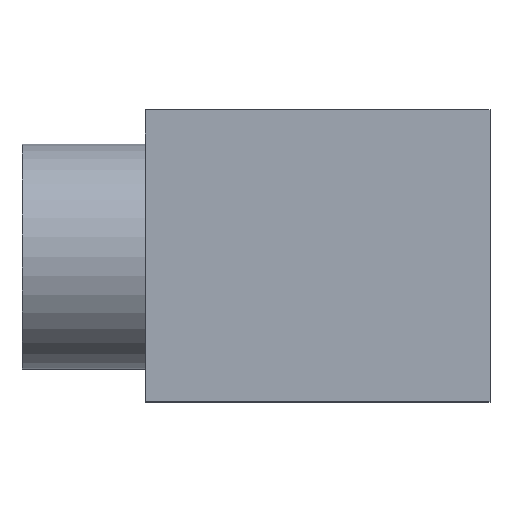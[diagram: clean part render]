
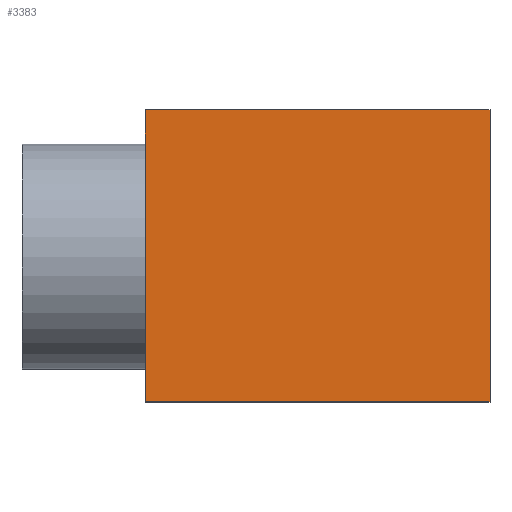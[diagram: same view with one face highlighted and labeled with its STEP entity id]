
A CAD part, top view. The second image highlights one B-rep face of the part: STEP entity #3383.
In plain terms, the highlighted planar face has unit normal (0, 0, 1).
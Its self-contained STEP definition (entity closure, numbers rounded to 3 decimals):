
#2951 = VERTEX_POINT('',#2952);
#2952 = CARTESIAN_POINT('',(-0.972,5.957,20.));
#2959 = PLANE('',#2960);
#2960 = AXIS2_PLACEMENT_3D('',#2961,#2962,#2963);
#2961 = CARTESIAN_POINT('',(-0.972,5.957,10.));
#2962 = DIRECTION('',(0.,1.,0.));
#2963 = DIRECTION('',(1.,0.,0.));
#2971 = PLANE('',#2972);
#2972 = AXIS2_PLACEMENT_3D('',#2973,#2974,#2975);
#2973 = CARTESIAN_POINT('',(-0.972,-5.899,10.));
#2974 = DIRECTION('',(-1.,0.,0.));
#2975 = DIRECTION('',(0.,1.,0.));
#2983 = EDGE_CURVE('',#2951,#2984,#2986,.T.);
#2984 = VERTEX_POINT('',#2985);
#2985 = CARTESIAN_POINT('',(13.05,5.957,20.));
#2986 = SURFACE_CURVE('',#2987,(#2991,#2998),.PCURVE_S1.);
#2987 = LINE('',#2988,#2989);
#2988 = CARTESIAN_POINT('',(-0.972,5.957,20.));
#2989 = VECTOR('',#2990,1.);
#2990 = DIRECTION('',(1.,0.,0.));
#2991 = PCURVE('',#2959,#2992);
#2992 = DEFINITIONAL_REPRESENTATION('',(#2993),#2997);
#2993 = LINE('',#2994,#2995);
#2994 = CARTESIAN_POINT('',(0.,-10.));
#2995 = VECTOR('',#2996,1.);
#2996 = DIRECTION('',(1.,0.));
#2997 = ( GEOMETRIC_REPRESENTATION_CONTEXT(2) 
PARAMETRIC_REPRESENTATION_CONTEXT() REPRESENTATION_CONTEXT('2D SPACE',''
  ) );
#2998 = PCURVE('',#2999,#3004);
#2999 = PLANE('',#3000);
#3000 = AXIS2_PLACEMENT_3D('',#3001,#3002,#3003);
#3001 = CARTESIAN_POINT('',(6.039,0.029,20.));
#3002 = DIRECTION('',(0.,0.,-1.));
#3003 = DIRECTION('',(0.,-1.,0.));
#3004 = DEFINITIONAL_REPRESENTATION('',(#3005),#3009);
#3005 = LINE('',#3006,#3007);
#3006 = CARTESIAN_POINT('',(-5.928,7.011));
#3007 = VECTOR('',#3008,1.);
#3008 = DIRECTION('',(0.,-1.));
#3009 = ( GEOMETRIC_REPRESENTATION_CONTEXT(2) 
PARAMETRIC_REPRESENTATION_CONTEXT() REPRESENTATION_CONTEXT('2D SPACE',''
  ) );
#3027 = PLANE('',#3028);
#3028 = AXIS2_PLACEMENT_3D('',#3029,#3030,#3031);
#3029 = CARTESIAN_POINT('',(13.05,5.957,10.));
#3030 = DIRECTION('',(1.,0.,0.));
#3031 = DIRECTION('',(0.,-1.,0.));
#3071 = VERTEX_POINT('',#3072);
#3072 = CARTESIAN_POINT('',(-0.972,-5.899,20.));
#3086 = PLANE('',#3087);
#3087 = AXIS2_PLACEMENT_3D('',#3088,#3089,#3090);
#3088 = CARTESIAN_POINT('',(13.05,-5.899,10.));
#3089 = DIRECTION('',(0.,-1.,0.));
#3090 = DIRECTION('',(-1.,0.,0.));
#3098 = EDGE_CURVE('',#3071,#2951,#3099,.T.);
#3099 = SURFACE_CURVE('',#3100,(#3104,#3111),.PCURVE_S1.);
#3100 = LINE('',#3101,#3102);
#3101 = CARTESIAN_POINT('',(-0.972,-5.899,20.));
#3102 = VECTOR('',#3103,1.);
#3103 = DIRECTION('',(0.,1.,0.));
#3104 = PCURVE('',#2971,#3105);
#3105 = DEFINITIONAL_REPRESENTATION('',(#3106),#3110);
#3106 = LINE('',#3107,#3108);
#3107 = CARTESIAN_POINT('',(0.,-10.));
#3108 = VECTOR('',#3109,1.);
#3109 = DIRECTION('',(1.,0.));
#3110 = ( GEOMETRIC_REPRESENTATION_CONTEXT(2) 
PARAMETRIC_REPRESENTATION_CONTEXT() REPRESENTATION_CONTEXT('2D SPACE',''
  ) );
#3111 = PCURVE('',#2999,#3112);
#3112 = DEFINITIONAL_REPRESENTATION('',(#3113),#3117);
#3113 = LINE('',#3114,#3115);
#3114 = CARTESIAN_POINT('',(5.928,7.011));
#3115 = VECTOR('',#3116,1.);
#3116 = DIRECTION('',(-1.,0.));
#3117 = ( GEOMETRIC_REPRESENTATION_CONTEXT(2) 
PARAMETRIC_REPRESENTATION_CONTEXT() REPRESENTATION_CONTEXT('2D SPACE',''
  ) );
#3176 = EDGE_CURVE('',#2984,#3177,#3179,.T.);
#3177 = VERTEX_POINT('',#3178);
#3178 = CARTESIAN_POINT('',(13.05,-5.899,20.));
#3179 = SURFACE_CURVE('',#3180,(#3184,#3191),.PCURVE_S1.);
#3180 = LINE('',#3181,#3182);
#3181 = CARTESIAN_POINT('',(13.05,5.957,20.));
#3182 = VECTOR('',#3183,1.);
#3183 = DIRECTION('',(0.,-1.,0.));
#3184 = PCURVE('',#3027,#3185);
#3185 = DEFINITIONAL_REPRESENTATION('',(#3186),#3190);
#3186 = LINE('',#3187,#3188);
#3187 = CARTESIAN_POINT('',(0.,-10.));
#3188 = VECTOR('',#3189,1.);
#3189 = DIRECTION('',(1.,0.));
#3190 = ( GEOMETRIC_REPRESENTATION_CONTEXT(2) 
PARAMETRIC_REPRESENTATION_CONTEXT() REPRESENTATION_CONTEXT('2D SPACE',''
  ) );
#3191 = PCURVE('',#2999,#3192);
#3192 = DEFINITIONAL_REPRESENTATION('',(#3193),#3197);
#3193 = LINE('',#3194,#3195);
#3194 = CARTESIAN_POINT('',(-5.928,-7.011));
#3195 = VECTOR('',#3196,1.);
#3196 = DIRECTION('',(1.,0.));
#3197 = ( GEOMETRIC_REPRESENTATION_CONTEXT(2) 
PARAMETRIC_REPRESENTATION_CONTEXT() REPRESENTATION_CONTEXT('2D SPACE',''
  ) );
#3383 = ADVANCED_FACE('',(#3384),#2999,.F.);
#3384 = FACE_BOUND('',#3385,.F.);
#3385 = EDGE_LOOP('',(#3386,#3387,#3388,#3409));
#3386 = ORIENTED_EDGE('',*,*,#2983,.T.);
#3387 = ORIENTED_EDGE('',*,*,#3176,.T.);
#3388 = ORIENTED_EDGE('',*,*,#3389,.T.);
#3389 = EDGE_CURVE('',#3177,#3071,#3390,.T.);
#3390 = SURFACE_CURVE('',#3391,(#3395,#3402),.PCURVE_S1.);
#3391 = LINE('',#3392,#3393);
#3392 = CARTESIAN_POINT('',(13.05,-5.899,20.));
#3393 = VECTOR('',#3394,1.);
#3394 = DIRECTION('',(-1.,0.,0.));
#3395 = PCURVE('',#2999,#3396);
#3396 = DEFINITIONAL_REPRESENTATION('',(#3397),#3401);
#3397 = LINE('',#3398,#3399);
#3398 = CARTESIAN_POINT('',(5.928,-7.011));
#3399 = VECTOR('',#3400,1.);
#3400 = DIRECTION('',(0.,1.));
#3401 = ( GEOMETRIC_REPRESENTATION_CONTEXT(2) 
PARAMETRIC_REPRESENTATION_CONTEXT() REPRESENTATION_CONTEXT('2D SPACE',''
  ) );
#3402 = PCURVE('',#3086,#3403);
#3403 = DEFINITIONAL_REPRESENTATION('',(#3404),#3408);
#3404 = LINE('',#3405,#3406);
#3405 = CARTESIAN_POINT('',(0.,-10.));
#3406 = VECTOR('',#3407,1.);
#3407 = DIRECTION('',(1.,0.));
#3408 = ( GEOMETRIC_REPRESENTATION_CONTEXT(2) 
PARAMETRIC_REPRESENTATION_CONTEXT() REPRESENTATION_CONTEXT('2D SPACE',''
  ) );
#3409 = ORIENTED_EDGE('',*,*,#3098,.T.);
